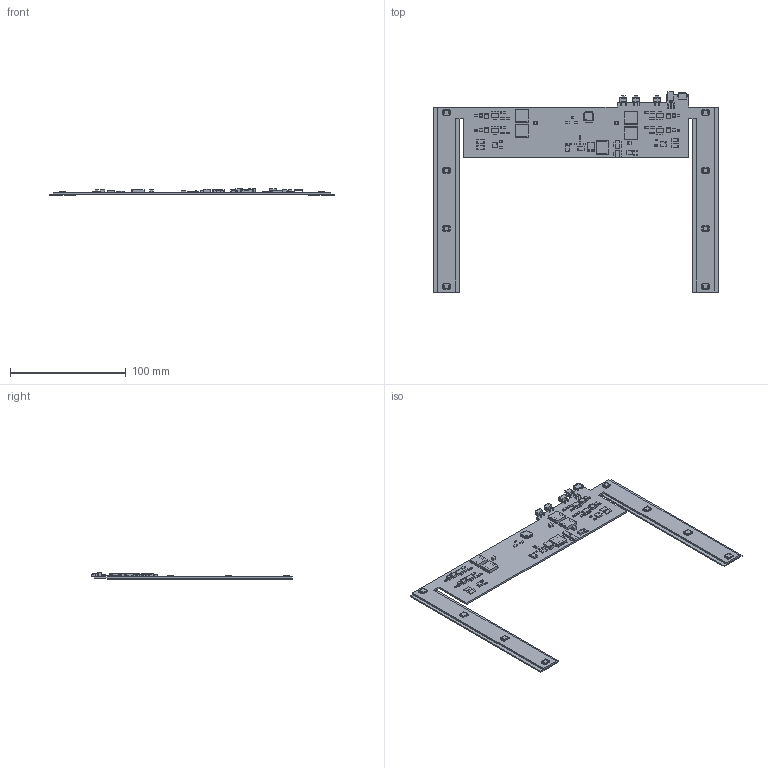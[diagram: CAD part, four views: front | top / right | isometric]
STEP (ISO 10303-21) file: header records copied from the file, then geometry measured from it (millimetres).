
FILE_DESCRIPTION(('Open CASCADE Model'),'2;1');
FILE_NAME('Open CASCADE Shape Model','2016-09-28T02:52:45',('Author'),( 'Open CASCADE'),'Open CASCADE STEP processor 6.2','Open CASCADE 6.2' ,'Unknown');
FILE_SCHEMA(('AUTOMOTIVE_DESIGN { 1 0 10303 214 1 1 1 1 }'));
Length unit declared in the file: millimetre
Products named in the file (233): PCB; Board; DA4; 558705368; Cylinder; 569088048; Extruded; VT15; 568356592; VT14; VT13; VT12; VT11; VT10; VT9; VT8; VD18; VD17; VD16; VD15; R45; 568356720; 568356976; R44; R43; R42; R41; R40; R39; R38; VA1; 568356080; 568356208; R37; 568367856; 568368112; R36; R35; R34; 568356336 ...
Assembly tree (561 placements, depth 4):
  PCB
    Board
    DA4
      558705368
        Cylinder
      569088048
        Extruded
    VT15
      568356592
        Extruded
    VT14
      568356592
        Extruded
    VT13
      568356592
        Extruded
    VT12
      568356592
        Extruded
    VT11
      568356592
        Extruded
    VT10
      568356592
        Extruded
    VT9
      568356592
        Extruded
    VT8
      568356592
        Extruded
    VD18
      568356592
        Extruded
    VD17
      568356592
        Extruded
    VD16
      568356592
        Extruded
    VD15
      568356592
        Extruded
    R45
      568356720  x2
        Extruded
      568356976
        Extruded
    R44
      568356720  x2
        Extruded
      568356976
        Extruded
    R43
      568356720  x2
        Extruded
      568356976
        Extruded
    R42
      568356720  x2
Bounding box: 246 x 173 x 6 mm (x, y, z)
Volume: 32229.7 mm3; surface area: 52775.5 mm2
Topology: 397 solids, 397 shells, 2461 faces, 5001 edges, 3334 vertices
Faces by surface type: plane 2455, cylinder 6
Full cylindrical faces by diameter (mm): 0.6 x1, 1 x5
Entity records: 33186 total; most frequent: DIRECTION 5117, CARTESIAN_POINT 4822, LINE 3027, VECTOR 3027, ORIENTED_EDGE 2034, PCURVE 2034, DEFINITIONAL_REPRESENTATION 2034, AXIS2_PLACEMENT_3D 1045
